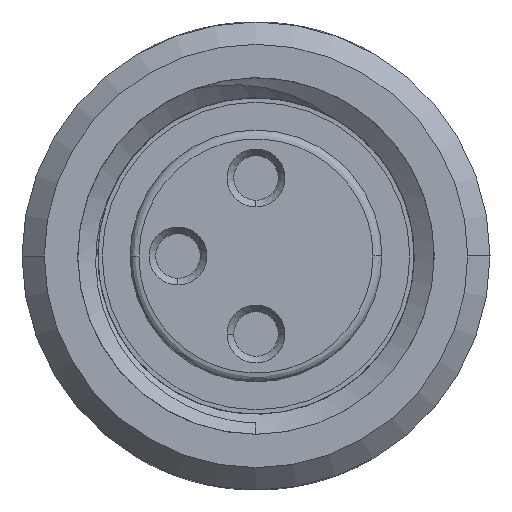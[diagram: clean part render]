
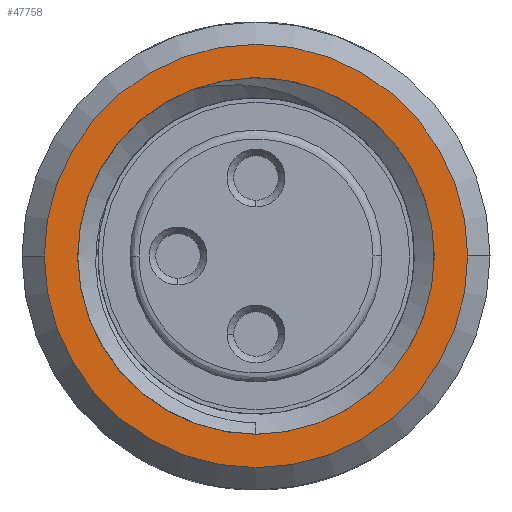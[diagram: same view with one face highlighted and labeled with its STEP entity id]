
A CAD part, left-side view. The second image highlights one B-rep face of the part: STEP entity #47758.
In plain terms, the highlighted planar face has unit normal (-1, 0, 0).
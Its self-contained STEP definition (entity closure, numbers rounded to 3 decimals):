
#91 = AXIS2_PLACEMENT_3D ( 'NONE', #44448, #21641, #48225 ) ;
#1248 = CARTESIAN_POINT ( 'NONE',  ( 0., -4.75, 0. ) ) ;
#2301 = CARTESIAN_POINT ( 'NONE',  ( 0., 4.75, 0. ) ) ;
#2448 = DIRECTION ( 'NONE',  ( -1., 0., 0. ) ) ;
#6781 = VERTEX_POINT ( 'NONE', #23039 ) ;
#7570 = DIRECTION ( 'NONE',  ( 1., 0., 0. ) ) ;
#12088 = DIRECTION ( 'NONE',  ( 1., 0., 0. ) ) ;
#13033 = CIRCLE ( 'NONE', #91, 4.75 ) ;
#13738 = CARTESIAN_POINT ( 'NONE',  ( 0., -4., 0. ) ) ;
#16155 = ORIENTED_EDGE ( 'NONE', *, *, #19715, .T. ) ;
#16510 = EDGE_LOOP ( 'NONE', ( #42110, #16155 ) ) ;
#19715 = EDGE_CURVE ( 'NONE', #21995, #6781, #28613, .T. ) ;
#21641 = DIRECTION ( 'NONE',  ( 1., 0., 0. ) ) ;
#21948 = CARTESIAN_POINT ( 'NONE',  ( 0., 0., 0. ) ) ;
#21995 = VERTEX_POINT ( 'NONE', #13738 ) ;
#22189 = ORIENTED_EDGE ( 'NONE', *, *, #45990, .F. ) ;
#23039 = CARTESIAN_POINT ( 'NONE',  ( 0., 4., 0. ) ) ;
#24949 = PLANE ( 'NONE',  #34576 ) ;
#25729 = VERTEX_POINT ( 'NONE', #1248 ) ;
#25805 = DIRECTION ( 'NONE',  ( 0., 1., 0. ) ) ;
#27487 = EDGE_CURVE ( 'NONE', #32702, #25729, #32867, .T. ) ;
#28613 = CIRCLE ( 'NONE', #40626, 4. ) ;
#28803 = DIRECTION ( 'NONE',  ( 0., -1., 0. ) ) ;
#30131 = CARTESIAN_POINT ( 'NONE',  ( 0., 0., 0. ) ) ;
#30572 = EDGE_CURVE ( 'NONE', #6781, #21995, #45737, .T. ) ;
#32702 = VERTEX_POINT ( 'NONE', #45814 ) ;
#32867 = CIRCLE ( 'NONE', #36315, 4.75 ) ;
#33936 = DIRECTION ( 'NONE',  ( 0., 1., 0. ) ) ;
#34576 = AXIS2_PLACEMENT_3D ( 'NONE', #2301, #2448, #28803 ) ;
#34711 = CARTESIAN_POINT ( 'NONE',  ( 0., 0., 0. ) ) ;
#36028 = AXIS2_PLACEMENT_3D ( 'NONE', #21948, #48513, #25805 ) ;
#36315 = AXIS2_PLACEMENT_3D ( 'NONE', #34711, #12088, #38539 ) ;
#38539 = DIRECTION ( 'NONE',  ( 0., 1., 0. ) ) ;
#40626 = AXIS2_PLACEMENT_3D ( 'NONE', #30131, #7570, #33936 ) ;
#42110 = ORIENTED_EDGE ( 'NONE', *, *, #30572, .T. ) ;
#42519 = FACE_BOUND ( 'NONE', #16510, .T. ) ;
#44448 = CARTESIAN_POINT ( 'NONE',  ( 0., 0., 0. ) ) ;
#45737 = CIRCLE ( 'NONE', #36028, 4. ) ;
#45814 = CARTESIAN_POINT ( 'NONE',  ( 0., 4.75, 0. ) ) ;
#45990 = EDGE_CURVE ( 'NONE', #25729, #32702, #13033, .T. ) ;
#46250 = FACE_OUTER_BOUND ( 'NONE', #48181, .T. ) ;
#46763 = ORIENTED_EDGE ( 'NONE', *, *, #27487, .F. ) ;
#47758 = ADVANCED_FACE ( 'NONE', ( #46250, #42519 ), #24949, .T. ) ;
#48181 = EDGE_LOOP ( 'NONE', ( #46763, #22189 ) ) ;
#48225 = DIRECTION ( 'NONE',  ( 0., 1., 0. ) ) ;
#48513 = DIRECTION ( 'NONE',  ( 1., 0., 0. ) ) ;
